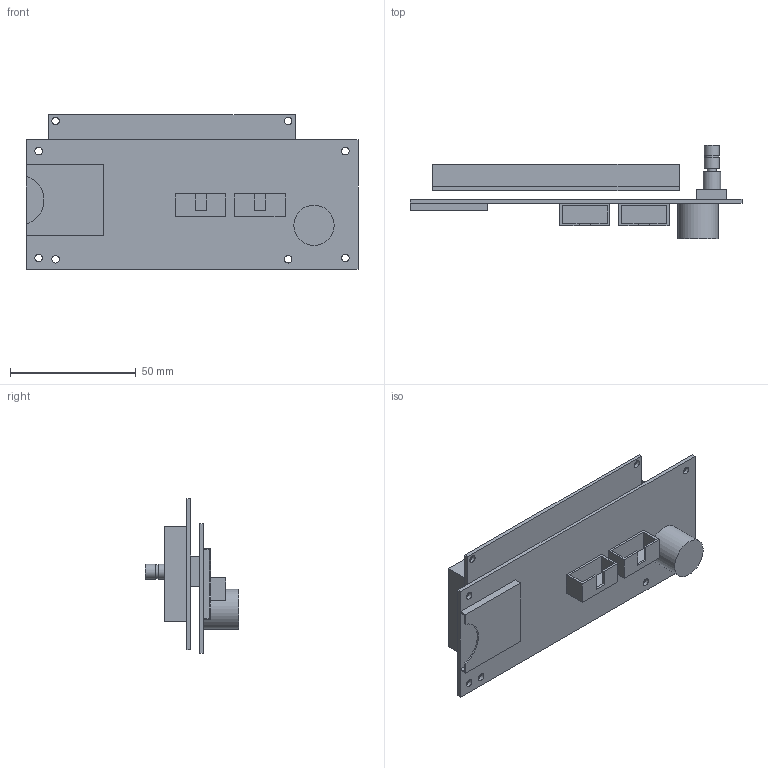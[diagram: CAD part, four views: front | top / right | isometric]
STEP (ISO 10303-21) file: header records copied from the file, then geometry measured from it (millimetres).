
FILE_DESCRIPTION (( 'STEP AP214' ), '1' );
FILE_NAME ('1146-Z1P-A.STEP', '2013-05-15T14:55:03', ( '3DAssist' ), ( '' ), 'SwSTEP 2.0', 'SolidWorks 2013', '' );
FILE_SCHEMA (( 'AUTOMOTIVE_DESIGN' ));
Length unit declared in the file: millimetre
Products named in the file (1): 1146-Z1P-A
Bounding box: 132 x 37 x 61.5 mm (x, y, z)
Volume: 56253.2 mm3; surface area: 43068.7 mm2
Topology: 9 solids, 9 shells, 93 faces, 214 edges, 144 vertices
Faces by surface type: plane 76, cylinder 17
Full cylindrical faces by diameter (mm): 3 x10, 3.5 x1, 5.5 x1, 6 x2, 7 x1, 16 x1
Entity records: 2655 total; most frequent: CARTESIAN_POINT 428, DIRECTION 416, ORIENTED_EDGE 388, EDGE_CURVE 194, VECTOR 160, LINE 160, VERTEX_POINT 140, EDGE_LOOP 134
